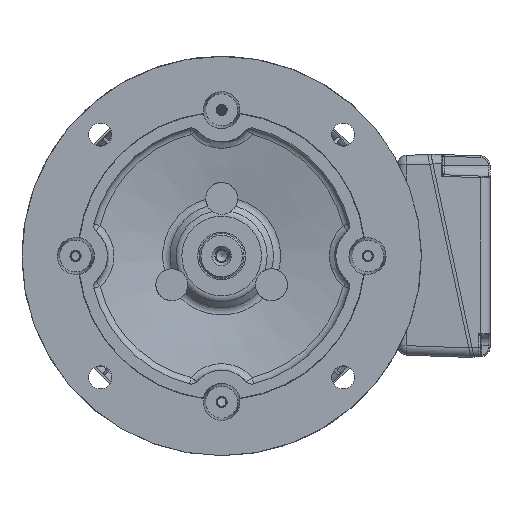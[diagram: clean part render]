
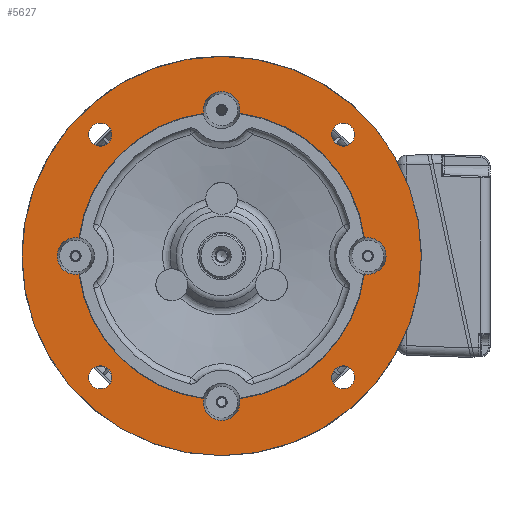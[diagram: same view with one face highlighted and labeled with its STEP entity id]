
A CAD part, front view. The second image highlights one B-rep face of the part: STEP entity #5627.
In plain terms, the highlighted planar face has unit normal (0, -1, 0).
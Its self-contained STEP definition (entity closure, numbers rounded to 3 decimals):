
#5627 = ADVANCED_FACE( '', ( #13360, #13361, #13362, #13363, #13364, #13365 ), #13366, .T. );
#13360 = FACE_BOUND( '', #36050, .T. );
#13361 = FACE_BOUND( '', #36051, .T. );
#13362 = FACE_BOUND( '', #36052, .T. );
#13363 = FACE_BOUND( '', #36053, .T. );
#13364 = FACE_BOUND( '', #36054, .T. );
#13365 = FACE_OUTER_BOUND( '', #36055, .T. );
#13366 = PLANE( '', #36056 );
#36050 = EDGE_LOOP( '', ( #76799, #76800, #76801, #76802, #76803, #76804, #76805, #76806 ) );
#36051 = EDGE_LOOP( '', ( #76807 ) );
#36052 = EDGE_LOOP( '', ( #76808 ) );
#36053 = EDGE_LOOP( '', ( #76809 ) );
#36054 = EDGE_LOOP( '', ( #76810 ) );
#36055 = EDGE_LOOP( '', ( #76811 ) );
#36056 = AXIS2_PLACEMENT_3D( '', #76812, #76813, #76814 );
#76799 = ORIENTED_EDGE( '', *, *, #98985, .F. );
#76800 = ORIENTED_EDGE( '', *, *, #98986, .F. );
#76801 = ORIENTED_EDGE( '', *, *, #98987, .F. );
#76802 = ORIENTED_EDGE( '', *, *, #98988, .F. );
#76803 = ORIENTED_EDGE( '', *, *, #98989, .F. );
#76804 = ORIENTED_EDGE( '', *, *, #98990, .F. );
#76805 = ORIENTED_EDGE( '', *, *, #98991, .F. );
#76806 = ORIENTED_EDGE( '', *, *, #98846, .F. );
#76807 = ORIENTED_EDGE( '', *, *, #98992, .T. );
#76808 = ORIENTED_EDGE( '', *, *, #98993, .T. );
#76809 = ORIENTED_EDGE( '', *, *, #98994, .T. );
#76810 = ORIENTED_EDGE( '', *, *, #94452, .T. );
#76811 = ORIENTED_EDGE( '', *, *, #98614, .T. );
#76812 = CARTESIAN_POINT( '', ( 0., -170., 90. ) );
#76813 = DIRECTION( '', ( 0., -1., 0. ) );
#76814 = DIRECTION( '', ( 0., 0., -1. ) );
#94452 = EDGE_CURVE( '', #106503, #106503, #106504, .T. );
#98614 = EDGE_CURVE( '', #113136, #113136, #113137, .T. );
#98846 = EDGE_CURVE( '', #113472, #113468, #113474, .T. );
#98985 = EDGE_CURVE( '', #113671, #113472, #113672, .T. );
#98986 = EDGE_CURVE( '', #113673, #113671, #113674, .T. );
#98987 = EDGE_CURVE( '', #113675, #113673, #113676, .T. );
#98988 = EDGE_CURVE( '', #113677, #113675, #113678, .T. );
#98989 = EDGE_CURVE( '', #113679, #113677, #113680, .T. );
#98990 = EDGE_CURVE( '', #113681, #113679, #113682, .T. );
#98991 = EDGE_CURVE( '', #113468, #113681, #113683, .T. );
#98992 = EDGE_CURVE( '', #113684, #113684, #113685, .T. );
#98993 = EDGE_CURVE( '', #113686, #113686, #113687, .T. );
#98994 = EDGE_CURVE( '', #113688, #113688, #113689, .T. );
#106503 = VERTEX_POINT( '', #128352 );
#106504 = CIRCLE( '', #128353, 7.25 );
#113136 = VERTEX_POINT( '', #148237 );
#113137 = CIRCLE( '', #148238, 125. );
#113468 = VERTEX_POINT( '', #149120 );
#113472 = VERTEX_POINT( '', #149127 );
#113474 = CIRCLE( '', #149135, 90. );
#113671 = VERTEX_POINT( '', #150166 );
#113672 = CIRCLE( '', #150167, 11.444 );
#113673 = VERTEX_POINT( '', #150168 );
#113674 = CIRCLE( '', #150169, 90. );
#113675 = VERTEX_POINT( '', #150170 );
#113676 = CIRCLE( '', #150171, 11.444 );
#113677 = VERTEX_POINT( '', #150172 );
#113678 = CIRCLE( '', #150173, 90. );
#113679 = VERTEX_POINT( '', #150174 );
#113680 = CIRCLE( '', #150175, 11.444 );
#113681 = VERTEX_POINT( '', #150176 );
#113682 = CIRCLE( '', #150177, 90. );
#113683 = CIRCLE( '', #150178, 11.444 );
#113684 = VERTEX_POINT( '', #150179 );
#113685 = CIRCLE( '', #150180, 7.25 );
#113686 = VERTEX_POINT( '', #150181 );
#113687 = CIRCLE( '', #150182, 7.25 );
#113688 = VERTEX_POINT( '', #150183 );
#113689 = CIRCLE( '', #150184, 7.25 );
#128352 = CARTESIAN_POINT( '', ( 76.014, -170., 83.264 ) );
#128353 = AXIS2_PLACEMENT_3D( '', #170549, #170550, #170551 );
#148237 = CARTESIAN_POINT( '', ( 0., -170., -125. ) );
#148238 = AXIS2_PLACEMENT_3D( '', #175229, #175230, #175231 );
#149120 = CARTESIAN_POINT( '', ( 11.229, -170., 89.297 ) );
#149127 = CARTESIAN_POINT( '', ( 89.297, -170., 11.229 ) );
#149135 = AXIS2_PLACEMENT_3D( '', #175493, #175494, #175495 );
#150166 = CARTESIAN_POINT( '', ( 89.297, -170., -11.229 ) );
#150167 = AXIS2_PLACEMENT_3D( '', #175620, #175621, #175622 );
#150168 = CARTESIAN_POINT( '', ( 11.229, -170., -89.297 ) );
#150169 = AXIS2_PLACEMENT_3D( '', #175623, #175624, #175625 );
#150170 = CARTESIAN_POINT( '', ( -11.229, -170., -89.297 ) );
#150171 = AXIS2_PLACEMENT_3D( '', #175626, #175627, #175628 );
#150172 = CARTESIAN_POINT( '', ( -89.297, -170., -11.229 ) );
#150173 = AXIS2_PLACEMENT_3D( '', #175629, #175630, #175631 );
#150174 = CARTESIAN_POINT( '', ( -89.297, -170., 11.229 ) );
#150175 = AXIS2_PLACEMENT_3D( '', #175632, #175633, #175634 );
#150176 = CARTESIAN_POINT( '', ( -11.229, -170., 89.297 ) );
#150177 = AXIS2_PLACEMENT_3D( '', #175635, #175636, #175637 );
#150178 = AXIS2_PLACEMENT_3D( '', #175638, #175639, #175640 );
#150179 = CARTESIAN_POINT( '', ( -83.264, -170., 76.014 ) );
#150180 = AXIS2_PLACEMENT_3D( '', #175641, #175642, #175643 );
#150181 = CARTESIAN_POINT( '', ( -76.014, -170., -83.264 ) );
#150182 = AXIS2_PLACEMENT_3D( '', #175644, #175645, #175646 );
#150183 = CARTESIAN_POINT( '', ( 83.264, -170., -76.014 ) );
#150184 = AXIS2_PLACEMENT_3D( '', #175647, #175648, #175649 );
#170549 = CARTESIAN_POINT( '', ( 76.014, -170., 76.014 ) );
#170550 = DIRECTION( '', ( 0., 1., 0. ) );
#170551 = DIRECTION( '', ( 0., 0., 1. ) );
#175229 = CARTESIAN_POINT( '', ( 0., -170., 0. ) );
#175230 = DIRECTION( '', ( 0., -1., 0. ) );
#175231 = DIRECTION( '', ( 0., 0., -1. ) );
#175493 = CARTESIAN_POINT( '', ( 0., -170., 0. ) );
#175494 = DIRECTION( '', ( 0., -1., 0. ) );
#175495 = DIRECTION( '', ( 0., 0., -1. ) );
#175620 = CARTESIAN_POINT( '', ( 91.5, -170., 0. ) );
#175621 = DIRECTION( '', ( 0., -1., 0. ) );
#175622 = DIRECTION( '', ( 0., 0., -1. ) );
#175623 = CARTESIAN_POINT( '', ( 0., -170., 0. ) );
#175624 = DIRECTION( '', ( 0., -1., 0. ) );
#175625 = DIRECTION( '', ( 0., 0., -1. ) );
#175626 = CARTESIAN_POINT( '', ( 0., -170., -91.5 ) );
#175627 = DIRECTION( '', ( 0., -1., 0. ) );
#175628 = DIRECTION( '', ( 0., 0., -1. ) );
#175629 = CARTESIAN_POINT( '', ( 0., -170., 0. ) );
#175630 = DIRECTION( '', ( 0., -1., 0. ) );
#175631 = DIRECTION( '', ( 0., 0., -1. ) );
#175632 = CARTESIAN_POINT( '', ( -91.5, -170., 0. ) );
#175633 = DIRECTION( '', ( 0., -1., 0. ) );
#175634 = DIRECTION( '', ( 0., 0., -1. ) );
#175635 = CARTESIAN_POINT( '', ( 0., -170., 0. ) );
#175636 = DIRECTION( '', ( 0., -1., 0. ) );
#175637 = DIRECTION( '', ( 0., 0., -1. ) );
#175638 = CARTESIAN_POINT( '', ( 0., -170., 91.5 ) );
#175639 = DIRECTION( '', ( 0., -1., 0. ) );
#175640 = DIRECTION( '', ( 0., 0., -1. ) );
#175641 = CARTESIAN_POINT( '', ( -76.014, -170., 76.014 ) );
#175642 = DIRECTION( '', ( 0., 1., 0. ) );
#175643 = DIRECTION( '', ( -1., 0., 0. ) );
#175644 = CARTESIAN_POINT( '', ( -76.014, -170., -76.014 ) );
#175645 = DIRECTION( '', ( 0., 1., 0. ) );
#175646 = DIRECTION( '', ( 0., 0., -1. ) );
#175647 = CARTESIAN_POINT( '', ( 76.014, -170., -76.014 ) );
#175648 = DIRECTION( '', ( 0., 1., 0. ) );
#175649 = DIRECTION( '', ( 1., 0., 0. ) );
